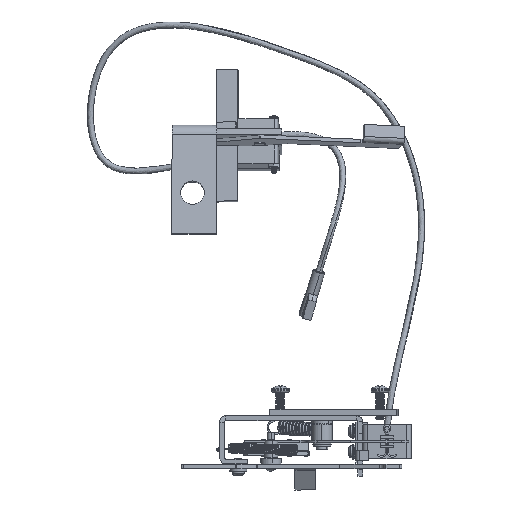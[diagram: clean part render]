
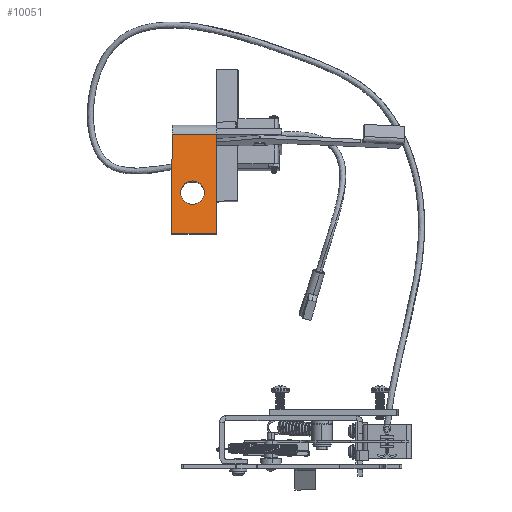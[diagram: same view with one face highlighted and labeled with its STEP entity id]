
A CAD part, front view. The second image highlights one B-rep face of the part: STEP entity #10051.
In plain terms, the highlighted face is planar.
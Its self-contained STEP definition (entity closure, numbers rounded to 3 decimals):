
#1099 = VERTEX_POINT ( 'NONE', #36904 ) ;
#1514 = ORIENTED_EDGE ( 'NONE', *, *, #25915, .F. ) ;
#1613 = ORIENTED_EDGE ( 'NONE', *, *, #39950, .F. ) ;
#2249 = DIRECTION ( 'NONE',  ( -1., 0., 0. ) ) ;
#3705 = CARTESIAN_POINT ( 'NONE',  ( 9.525, 0., 13.587 ) ) ;
#3820 = CARTESIAN_POINT ( 'NONE',  ( 0., 0., 51.587 ) ) ;
#5384 = ORIENTED_EDGE ( 'NONE', *, *, #10217, .T. ) ;
#6275 = CIRCLE ( 'NONE', #22540, 5.5 ) ;
#6572 = CARTESIAN_POINT ( 'NONE',  ( 9.525, 0., 19.087 ) ) ;
#7065 = PLANE ( 'NONE',  #63672 ) ;
#9424 = LINE ( 'NONE', #24546, #49683 ) ;
#10051 = ADVANCED_FACE ( 'NONE', ( #25863, #21733 ), #7065, .F. ) ;
#10217 = EDGE_CURVE ( 'NONE', #25072, #15314, #57902, .T. ) ;
#10282 = VECTOR ( 'NONE', #2249, 1000. ) ;
#11401 = VERTEX_POINT ( 'NONE', #36472 ) ;
#14146 = CIRCLE ( 'NONE', #28221, 5.5 ) ;
#15314 = VERTEX_POINT ( 'NONE', #23313 ) ;
#17769 = EDGE_CURVE ( 'NONE', #15314, #1099, #47427, .T. ) ;
#21299 = EDGE_LOOP ( 'NONE', ( #1514, #28977 ) ) ;
#21733 = FACE_OUTER_BOUND ( 'NONE', #35346, .T. ) ;
#22540 = AXIS2_PLACEMENT_3D ( 'NONE', #64895, #28094, #27643 ) ;
#23313 = CARTESIAN_POINT ( 'NONE',  ( 0., 0., 46.568 ) ) ;
#23501 = LINE ( 'NONE', #40461, #49812 ) ;
#24546 = CARTESIAN_POINT ( 'NONE',  ( 0., 0., 0. ) ) ;
#25072 = VERTEX_POINT ( 'NONE', #64950 ) ;
#25863 = FACE_BOUND ( 'NONE', #21299, .T. ) ;
#25915 = EDGE_CURVE ( 'NONE', #68043, #11401, #14146, .T. ) ;
#27643 = DIRECTION ( 'NONE',  ( 0., 0., -1. ) ) ;
#27891 = DIRECTION ( 'NONE',  ( 0., 1., 0. ) ) ;
#28094 = DIRECTION ( 'NONE',  ( 0., -1., 0. ) ) ;
#28221 = AXIS2_PLACEMENT_3D ( 'NONE', #6572, #38178, #48785 ) ;
#28977 = ORIENTED_EDGE ( 'NONE', *, *, #34738, .F. ) ;
#34738 = EDGE_CURVE ( 'NONE', #11401, #68043, #6275, .T. ) ;
#35081 = DIRECTION ( 'NONE',  ( 1., 0., 0. ) ) ;
#35346 = EDGE_LOOP ( 'NONE', ( #1613, #5384, #38350, #59870 ) ) ;
#36472 = CARTESIAN_POINT ( 'NONE',  ( 9.525, 0., 24.587 ) ) ;
#36717 = VECTOR ( 'NONE', #51063, 1000. ) ;
#36904 = CARTESIAN_POINT ( 'NONE',  ( 0., 0., 0. ) ) ;
#37108 = EDGE_CURVE ( 'NONE', #1099, #55672, #9424, .T. ) ;
#38178 = DIRECTION ( 'NONE',  ( 0., -1., 0. ) ) ;
#38350 = ORIENTED_EDGE ( 'NONE', *, *, #17769, .T. ) ;
#39950 = EDGE_CURVE ( 'NONE', #25072, #55672, #23501, .T. ) ;
#40461 = CARTESIAN_POINT ( 'NONE',  ( 20.536, 0., 51.587 ) ) ;
#43033 = DIRECTION ( 'NONE',  ( 0., 0., 1. ) ) ;
#44654 = CARTESIAN_POINT ( 'NONE',  ( 0., 0., 46.568 ) ) ;
#47427 = LINE ( 'NONE', #3820, #36717 ) ;
#48368 = CARTESIAN_POINT ( 'NONE',  ( 0., 0., 51.587 ) ) ;
#48785 = DIRECTION ( 'NONE',  ( 0., 0., -1. ) ) ;
#49683 = VECTOR ( 'NONE', #35081, 1000. ) ;
#49812 = VECTOR ( 'NONE', #55653, 1000. ) ;
#51063 = DIRECTION ( 'NONE',  ( 0., 0., -1. ) ) ;
#52047 = CARTESIAN_POINT ( 'NONE',  ( 20.536, 0., 0. ) ) ;
#55653 = DIRECTION ( 'NONE',  ( 0., 0., -1. ) ) ;
#55672 = VERTEX_POINT ( 'NONE', #52047 ) ;
#57902 = LINE ( 'NONE', #44654, #10282 ) ;
#59870 = ORIENTED_EDGE ( 'NONE', *, *, #37108, .T. ) ;
#63672 = AXIS2_PLACEMENT_3D ( 'NONE', #48368, #27891, #43033 ) ;
#64895 = CARTESIAN_POINT ( 'NONE',  ( 9.525, 0., 19.087 ) ) ;
#64950 = CARTESIAN_POINT ( 'NONE',  ( 20.536, 0., 46.568 ) ) ;
#68043 = VERTEX_POINT ( 'NONE', #3705 ) ;
